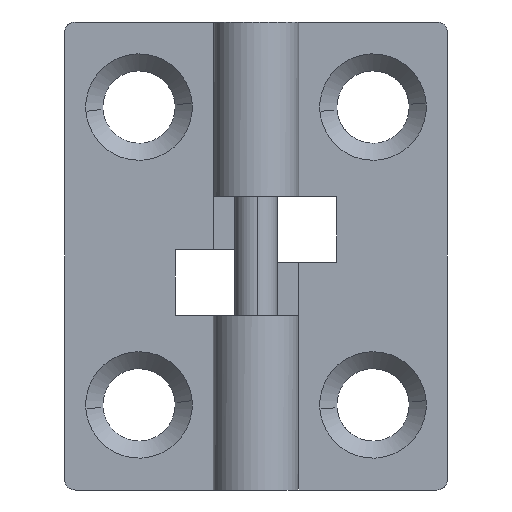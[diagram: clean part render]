
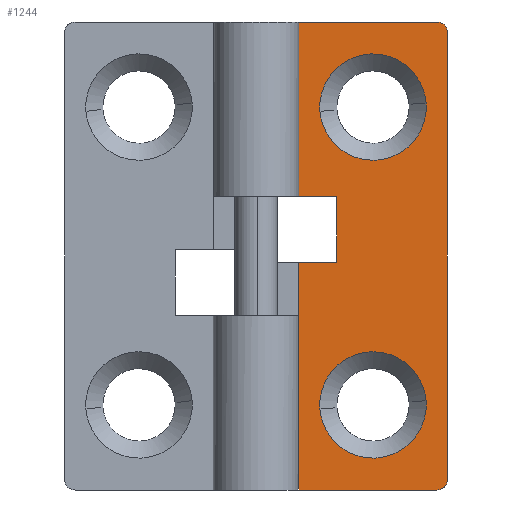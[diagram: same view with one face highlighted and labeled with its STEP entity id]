
A CAD part, front view. The second image highlights one B-rep face of the part: STEP entity #1244.
In plain terms, the highlighted free-form (B-spline) face has degree [1, 1] with [2, 2] control points.
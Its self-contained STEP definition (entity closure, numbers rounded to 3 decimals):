
#370=CARTESIAN_POINT('',(7.992,1.,18.196));
#371=VERTEX_POINT('',#370);
#377=CARTESIAN_POINT('',(5.5,1.0,20.5));
#378=VERTEX_POINT('',#377);
#379=CARTESIAN_POINT('',(5.5,1.0,20.5));
#380=CARTESIAN_POINT('',(7.811,1.,20.5));
#381=CARTESIAN_POINT('',(7.992,1.,18.196));
#389=(BOUNDED_CURVE()B_SPLINE_CURVE(2,(#379,#380,#381),.UNSPECIFIED.,.F.,.U.)B_SPLINE_CURVE_WITH_KNOTS((3,3),(0.0,0.236),.UNSPECIFIED.)CURVE()GEOMETRIC_REPRESENTATION_ITEM()RATIONAL_B_SPLINE_CURVE((1.0,0.723,0.97))REPRESENTATION_ITEM(''));
#390=EDGE_CURVE('',#378,#371,#389,.T.);
#392=CARTESIAN_POINT('',(3.008,1.,17.804));
#393=VERTEX_POINT('',#392);
#394=CARTESIAN_POINT('',(3.008,1.,17.804));
#395=CARTESIAN_POINT('',(3.,1.,17.902));
#396=CARTESIAN_POINT('',(3.,1.,18.));
#397=CARTESIAN_POINT('',(3.,1.,20.5));
#398=CARTESIAN_POINT('',(5.5,1.0,20.5));
#406=(BOUNDED_CURVE()B_SPLINE_CURVE(2,(#394,#395,#396,#397,#398),.UNSPECIFIED.,.F.,.U.)B_SPLINE_CURVE_WITH_KNOTS((3,2,3),(0.736,0.75,1.0),.UNSPECIFIED.)CURVE()GEOMETRIC_REPRESENTATION_ITEM()RATIONAL_B_SPLINE_CURVE((0.97,0.984,1.0,0.707,1.0))REPRESENTATION_ITEM(''));
#407=EDGE_CURVE('',#393,#378,#406,.T.);
#513=CARTESIAN_POINT('',(5.5,1.0,15.5));
#514=VERTEX_POINT('',#513);
#515=CARTESIAN_POINT('',(5.5,1.0,15.5));
#516=CARTESIAN_POINT('',(3.189,1.,15.5));
#517=CARTESIAN_POINT('',(3.008,1.,17.804));
#525=(BOUNDED_CURVE()B_SPLINE_CURVE(2,(#515,#516,#517),.UNSPECIFIED.,.F.,.U.)B_SPLINE_CURVE_WITH_KNOTS((3,3),(0.5,0.736),.UNSPECIFIED.)CURVE()GEOMETRIC_REPRESENTATION_ITEM()RATIONAL_B_SPLINE_CURVE((1.0,0.723,0.97))REPRESENTATION_ITEM(''));
#526=EDGE_CURVE('',#514,#393,#525,.T.);
#528=CARTESIAN_POINT('',(7.992,1.,18.196));
#529=CARTESIAN_POINT('',(8.,1.,18.098));
#530=CARTESIAN_POINT('',(8.,1.,18.));
#531=CARTESIAN_POINT('',(8.,1.,15.5));
#532=CARTESIAN_POINT('',(5.5,1.0,15.5));
#540=(BOUNDED_CURVE()B_SPLINE_CURVE(2,(#528,#529,#530,#531,#532),.UNSPECIFIED.,.F.,.U.)B_SPLINE_CURVE_WITH_KNOTS((3,2,3),(0.236,0.25,0.5),.UNSPECIFIED.)CURVE()GEOMETRIC_REPRESENTATION_ITEM()RATIONAL_B_SPLINE_CURVE((0.97,0.984,1.0,0.707,1.0))REPRESENTATION_ITEM(''));
#541=EDGE_CURVE('',#371,#514,#540,.T.);
#706=CARTESIAN_POINT('',(7.992,1.,4.196));
#707=VERTEX_POINT('',#706);
#713=CARTESIAN_POINT('',(5.5,1.0,6.5));
#714=VERTEX_POINT('',#713);
#715=CARTESIAN_POINT('',(5.5,1.0,6.5));
#716=CARTESIAN_POINT('',(7.811,1.,6.5));
#717=CARTESIAN_POINT('',(7.992,1.,4.196));
#725=(BOUNDED_CURVE()B_SPLINE_CURVE(2,(#715,#716,#717),.UNSPECIFIED.,.F.,.U.)B_SPLINE_CURVE_WITH_KNOTS((3,3),(0.0,0.236),.UNSPECIFIED.)CURVE()GEOMETRIC_REPRESENTATION_ITEM()RATIONAL_B_SPLINE_CURVE((1.0,0.723,0.97))REPRESENTATION_ITEM(''));
#726=EDGE_CURVE('',#714,#707,#725,.T.);
#728=CARTESIAN_POINT('',(3.008,1.,3.804));
#729=VERTEX_POINT('',#728);
#730=CARTESIAN_POINT('',(3.008,1.,3.804));
#731=CARTESIAN_POINT('',(3.,1.,3.902));
#732=CARTESIAN_POINT('',(3.,1.,4.));
#733=CARTESIAN_POINT('',(3.,1.,6.5));
#734=CARTESIAN_POINT('',(5.5,1.0,6.5));
#742=(BOUNDED_CURVE()B_SPLINE_CURVE(2,(#730,#731,#732,#733,#734),.UNSPECIFIED.,.F.,.U.)B_SPLINE_CURVE_WITH_KNOTS((3,2,3),(0.736,0.75,1.0),.UNSPECIFIED.)CURVE()GEOMETRIC_REPRESENTATION_ITEM()RATIONAL_B_SPLINE_CURVE((0.97,0.984,1.0,0.707,1.0))REPRESENTATION_ITEM(''));
#743=EDGE_CURVE('',#729,#714,#742,.T.);
#849=CARTESIAN_POINT('',(5.5,1.0,1.5));
#850=VERTEX_POINT('',#849);
#851=CARTESIAN_POINT('',(5.5,1.0,1.5));
#852=CARTESIAN_POINT('',(3.189,1.,1.5));
#853=CARTESIAN_POINT('',(3.008,1.,3.804));
#861=(BOUNDED_CURVE()B_SPLINE_CURVE(2,(#851,#852,#853),.UNSPECIFIED.,.F.,.U.)B_SPLINE_CURVE_WITH_KNOTS((3,3),(0.5,0.736),.UNSPECIFIED.)CURVE()GEOMETRIC_REPRESENTATION_ITEM()RATIONAL_B_SPLINE_CURVE((1.0,0.723,0.97))REPRESENTATION_ITEM(''));
#862=EDGE_CURVE('',#850,#729,#861,.T.);
#864=CARTESIAN_POINT('',(7.992,1.,4.196));
#865=CARTESIAN_POINT('',(8.,1.,4.098));
#866=CARTESIAN_POINT('',(8.,1.,4.));
#867=CARTESIAN_POINT('',(8.,1.,1.5));
#868=CARTESIAN_POINT('',(5.5,1.0,1.5));
#876=(BOUNDED_CURVE()B_SPLINE_CURVE(2,(#864,#865,#866,#867,#868),.UNSPECIFIED.,.F.,.U.)B_SPLINE_CURVE_WITH_KNOTS((3,2,3),(0.236,0.25,0.5),.UNSPECIFIED.)CURVE()GEOMETRIC_REPRESENTATION_ITEM()RATIONAL_B_SPLINE_CURVE((0.97,0.984,1.0,0.707,1.0))REPRESENTATION_ITEM(''));
#877=EDGE_CURVE('',#707,#850,#876,.T.);
#1065=CARTESIAN_POINT('',(0.0,1.0,13.8));
#1066=VERTEX_POINT('',#1065);
#1098=CARTESIAN_POINT('',(0.0,1.0,22.0));
#1099=VERTEX_POINT('',#1098);
#1100=CARTESIAN_POINT('',(0.0,1.0,13.8));
#1101=CARTESIAN_POINT('',(0.0,1.0,22.0));
#1102=QUASI_UNIFORM_CURVE('',1,(#1100,#1101),.UNSPECIFIED.,.F.,.U.);
#1103=EDGE_CURVE('',#1066,#1099,#1102,.T.);
#1140=CARTESIAN_POINT('',(-0.45,1.0,-1.099));
#1141=CARTESIAN_POINT('',(-0.45,1.0,23.099));
#1142=CARTESIAN_POINT('',(9.45,1.0,-1.099));
#1143=CARTESIAN_POINT('',(9.45,1.0,23.099));
#1144=B_SPLINE_SURFACE_WITH_KNOTS('',1,1,((#1140,#1142),(#1141,#1143)),.UNSPECIFIED.,.F.,.F.,.U.,(2,2),(2,2),(0.0,24.198),(0.0,9.899),.UNSPECIFIED.);
#1145=CARTESIAN_POINT('',(3.8,1.0,13.8));
#1146=VERTEX_POINT('',#1145);
#1147=CARTESIAN_POINT('',(3.8,1.0,13.8));
#1148=CARTESIAN_POINT('',(0.0,1.0,13.8));
#1149=QUASI_UNIFORM_CURVE('',1,(#1147,#1148),.UNSPECIFIED.,.F.,.U.);
#1150=EDGE_CURVE('',#1146,#1066,#1149,.T.);
#1151=ORIENTED_EDGE('',*,*,#1150,.F.);
#1152=CARTESIAN_POINT('',(3.8,1.0,10.7));
#1153=VERTEX_POINT('',#1152);
#1154=CARTESIAN_POINT('',(3.8,1.0,10.7));
#1155=CARTESIAN_POINT('',(3.8,1.0,13.8));
#1156=QUASI_UNIFORM_CURVE('',1,(#1154,#1155),.UNSPECIFIED.,.F.,.U.);
#1157=EDGE_CURVE('',#1153,#1146,#1156,.T.);
#1158=ORIENTED_EDGE('',*,*,#1157,.F.);
#1159=CARTESIAN_POINT('',(2.0,1.0,10.7));
#1160=VERTEX_POINT('',#1159);
#1161=CARTESIAN_POINT('',(2.0,1.0,10.7));
#1162=CARTESIAN_POINT('',(3.8,1.0,10.7));
#1163=QUASI_UNIFORM_CURVE('',1,(#1161,#1162),.UNSPECIFIED.,.F.,.U.);
#1164=EDGE_CURVE('',#1160,#1153,#1163,.T.);
#1165=ORIENTED_EDGE('',*,*,#1164,.F.);
#1166=CARTESIAN_POINT('',(2.0,1.0,8.2));
#1167=VERTEX_POINT('',#1166);
#1168=CARTESIAN_POINT('',(2.0,1.0,8.2));
#1169=CARTESIAN_POINT('',(2.0,1.0,10.7));
#1170=QUASI_UNIFORM_CURVE('',1,(#1168,#1169),.UNSPECIFIED.,.F.,.U.);
#1171=EDGE_CURVE('',#1167,#1160,#1170,.T.);
#1172=ORIENTED_EDGE('',*,*,#1171,.F.);
#1173=CARTESIAN_POINT('',(2.0,1.0,0.0));
#1174=VERTEX_POINT('',#1173);
#1175=CARTESIAN_POINT('',(2.0,1.0,0.0));
#1176=CARTESIAN_POINT('',(2.0,1.0,8.2));
#1177=QUASI_UNIFORM_CURVE('',1,(#1175,#1176),.UNSPECIFIED.,.F.,.U.);
#1178=EDGE_CURVE('',#1174,#1167,#1177,.T.);
#1179=ORIENTED_EDGE('',*,*,#1178,.F.);
#1180=CARTESIAN_POINT('',(8.5,1.0,0.0));
#1181=VERTEX_POINT('',#1180);
#1182=CARTESIAN_POINT('',(8.5,1.0,0.0));
#1183=CARTESIAN_POINT('',(2.0,1.0,0.0));
#1184=QUASI_UNIFORM_CURVE('',1,(#1182,#1183),.UNSPECIFIED.,.F.,.U.);
#1185=EDGE_CURVE('',#1181,#1174,#1184,.T.);
#1186=ORIENTED_EDGE('',*,*,#1185,.F.);
#1187=CARTESIAN_POINT('',(9.0,1.0,0.5));
#1188=VERTEX_POINT('',#1187);
#1189=CARTESIAN_POINT('',(8.5,1.0,0.0));
#1190=CARTESIAN_POINT('',(9.,1.0,0.0));
#1191=CARTESIAN_POINT('',(9.,1.0,0.5));
#1199=(BOUNDED_CURVE()B_SPLINE_CURVE(2,(#1189,#1190,#1191),.UNSPECIFIED.,.F.,.U.)CURVE()GEOMETRIC_REPRESENTATION_ITEM()QUASI_UNIFORM_CURVE()RATIONAL_B_SPLINE_CURVE((1.0,0.707,1.0))REPRESENTATION_ITEM(''));
#1200=EDGE_CURVE('',#1181,#1188,#1199,.T.);
#1201=ORIENTED_EDGE('',*,*,#1200,.T.);
#1202=CARTESIAN_POINT('',(9.0,1.0,21.5));
#1203=VERTEX_POINT('',#1202);
#1204=CARTESIAN_POINT('',(9.0,1.0,0.5));
#1205=CARTESIAN_POINT('',(9.0,1.0,21.5));
#1206=QUASI_UNIFORM_CURVE('',1,(#1204,#1205),.UNSPECIFIED.,.F.,.U.);
#1207=EDGE_CURVE('',#1188,#1203,#1206,.T.);
#1208=ORIENTED_EDGE('',*,*,#1207,.T.);
#1209=CARTESIAN_POINT('',(8.5,1.0,22.0));
#1210=VERTEX_POINT('',#1209);
#1211=CARTESIAN_POINT('',(9.,1.0,21.5));
#1212=CARTESIAN_POINT('',(9.,1.0,22.));
#1213=CARTESIAN_POINT('',(8.5,1.0,22.0));
#1221=(BOUNDED_CURVE()B_SPLINE_CURVE(2,(#1211,#1212,#1213),.UNSPECIFIED.,.F.,.U.)CURVE()GEOMETRIC_REPRESENTATION_ITEM()QUASI_UNIFORM_CURVE()RATIONAL_B_SPLINE_CURVE((1.0,0.707,1.0))REPRESENTATION_ITEM(''));
#1222=EDGE_CURVE('',#1203,#1210,#1221,.T.);
#1223=ORIENTED_EDGE('',*,*,#1222,.T.);
#1224=CARTESIAN_POINT('',(8.5,1.0,22.0));
#1225=CARTESIAN_POINT('',(0.0,1.0,22.0));
#1226=QUASI_UNIFORM_CURVE('',1,(#1224,#1225),.UNSPECIFIED.,.F.,.U.);
#1227=EDGE_CURVE('',#1210,#1099,#1226,.T.);
#1228=ORIENTED_EDGE('',*,*,#1227,.T.);
#1229=ORIENTED_EDGE('',*,*,#1103,.F.);
#1230=EDGE_LOOP('',(#1151,#1158,#1165,#1172,#1179,#1186,#1201,#1208,#1223,#1228,#1229));
#1231=FACE_OUTER_BOUND('',#1230,.T.);
#1232=ORIENTED_EDGE('',*,*,#862,.T.);
#1233=ORIENTED_EDGE('',*,*,#743,.T.);
#1234=ORIENTED_EDGE('',*,*,#726,.T.);
#1235=ORIENTED_EDGE('',*,*,#877,.T.);
#1236=EDGE_LOOP('',(#1232,#1233,#1234,#1235));
#1237=FACE_BOUND('',#1236,.T.);
#1238=ORIENTED_EDGE('',*,*,#526,.T.);
#1239=ORIENTED_EDGE('',*,*,#407,.T.);
#1240=ORIENTED_EDGE('',*,*,#390,.T.);
#1241=ORIENTED_EDGE('',*,*,#541,.T.);
#1242=EDGE_LOOP('',(#1238,#1239,#1240,#1241));
#1243=FACE_BOUND('',#1242,.T.);
#1244=ADVANCED_FACE('',(#1231,#1237,#1243),#1144,.F.);
